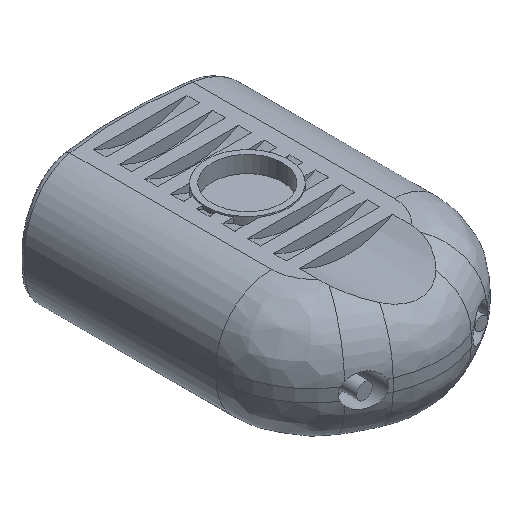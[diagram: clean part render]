
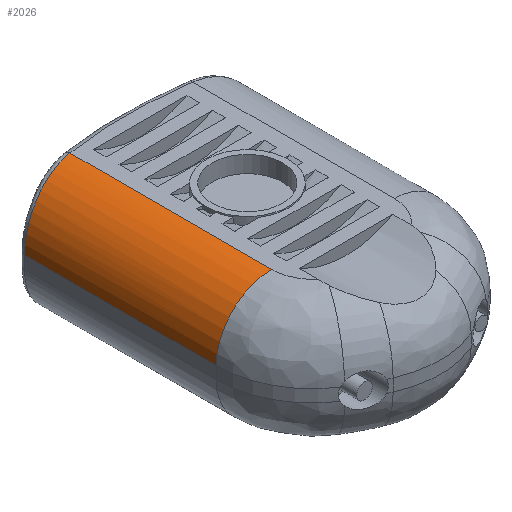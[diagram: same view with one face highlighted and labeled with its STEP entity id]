
A CAD part, isometric view. The second image highlights one B-rep face of the part: STEP entity #2026.
In plain terms, the highlighted cylindrical face has radius 17.1 mm (diameter 34.2 mm), a partial arc.
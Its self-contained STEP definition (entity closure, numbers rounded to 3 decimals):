
#78=LINE('',#3496,#200);
#136=LINE('',#3996,#258);
#200=VECTOR('',#2593,62.081);
#258=VECTOR('',#2831,58.948);
#316=B_SPLINE_CURVE_WITH_KNOTS('',3,(#3921,#3922,#3923,#3924,#3925,#3926,
#3927),.UNSPECIFIED.,.F.,.F.,(4,1,1,1,4),(-2.411,-1.722,
-1.033,-0.689,0.),.UNSPECIFIED.);
#537=FACE_OUTER_BOUND('',#699,.T.);
#699=EDGE_LOOP('',(#1828,#1829,#1830,#1831));
#726=CIRCLE('',#2066,17.1);
#851=VERTEX_POINT('',#3095);
#854=VERTEX_POINT('',#3116);
#936=VERTEX_POINT('',#3494);
#1007=VERTEX_POINT('',#3919);
#1050=EDGE_CURVE('',#851,#854,#726,.T.);
#1166=EDGE_CURVE('',#854,#936,#78,.T.);
#1277=EDGE_CURVE('',#1007,#936,#316,.T.);
#1287=EDGE_CURVE('',#1007,#851,#136,.T.);
#1828=ORIENTED_EDGE('',*,*,#1277,.F.);
#1829=ORIENTED_EDGE('',*,*,#1287,.T.);
#1830=ORIENTED_EDGE('',*,*,#1050,.T.);
#1831=ORIENTED_EDGE('',*,*,#1166,.T.);
#1901=CYLINDRICAL_SURFACE('',#2260,17.1);
#2026=ADVANCED_FACE('',(#537),#1901,.T.);
#2066=AXIS2_PLACEMENT_3D('',#3118,#2334,#2335);
#2260=AXIS2_PLACEMENT_3D('',#4001,#2839,#2840);
#2334=DIRECTION('center_axis',(0.,1.,0.));
#2335=DIRECTION('ref_axis',(-1.,0.,0.));
#2593=DIRECTION('',(0.,1.,0.));
#2831=DIRECTION('',(0.,-1.,0.));
#2839=DIRECTION('center_axis',(0.,-1.,0.));
#2840=DIRECTION('ref_axis',(-0.707,0.,0.707));
#3095=CARTESIAN_POINT('',(-36.,13.854,1.9));
#3116=CARTESIAN_POINT('',(-18.9,13.854,19.));
#3118=CARTESIAN_POINT('Origin',(-18.9,13.854,1.9));
#3494=CARTESIAN_POINT('',(-18.9,75.935,19.));
#3496=CARTESIAN_POINT('',(-18.9,53.813,19.));
#3919=CARTESIAN_POINT('',(-36.,72.801,1.9));
#3921=CARTESIAN_POINT('Ctrl Pts',(-36.,72.801,1.9));
#3922=CARTESIAN_POINT('Ctrl Pts',(-36.,72.801,4.483));
#3923=CARTESIAN_POINT('Ctrl Pts',(-34.803,73.095,9.645));
#3924=CARTESIAN_POINT('Ctrl Pts',(-30.695,73.998,14.736));
#3925=CARTESIAN_POINT('Ctrl Pts',(-25.27,75.014,18.125));
#3926=CARTESIAN_POINT('Ctrl Pts',(-21.457,75.604,19.));
#3927=CARTESIAN_POINT('Ctrl Pts',(-18.9,75.935,19.));
#3996=CARTESIAN_POINT('',(-36.,53.813,1.9));
#4001=CARTESIAN_POINT('Origin',(-18.9,53.813,1.9));
